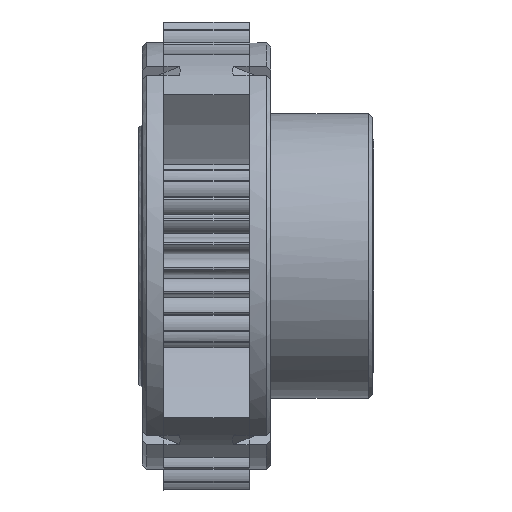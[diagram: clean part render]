
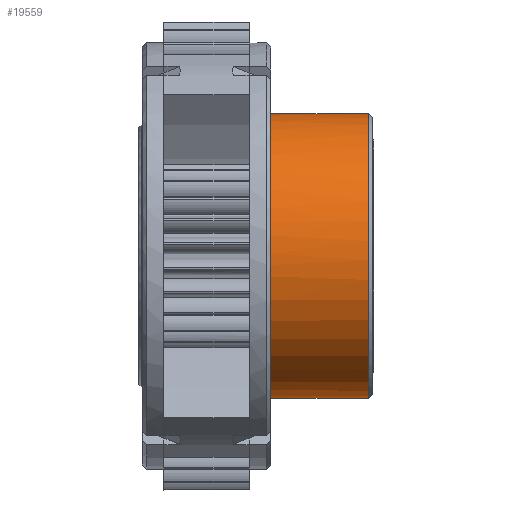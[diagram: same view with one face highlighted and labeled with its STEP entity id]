
A CAD part, left-side view. The second image highlights one B-rep face of the part: STEP entity #19559.
In plain terms, the highlighted free-form (B-spline) face has degree [2, 1] with [5, 2] control points.
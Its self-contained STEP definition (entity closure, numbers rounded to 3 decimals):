
#19559 = ADVANCED_FACE('',(#19560),#19624,.T.);
#19560 = FACE_BOUND('',#19561,.T.);
#19561 = EDGE_LOOP('',(#19562,#19574,#19581,#19589,#19596,#19604,#19611,
    #19619));
#19562 = ORIENTED_EDGE('',*,*,#19563,.F.);
#19563 = EDGE_CURVE('',#19564,#19566,#19568,.T.);
#19564 = VERTEX_POINT('',#19565);
#19565 = CARTESIAN_POINT('',(266.982,-59.979,
    -71.586));
#19566 = VERTEX_POINT('',#19567);
#19567 = CARTESIAN_POINT('',(266.982,-59.979,
    71.586));
#19568 = ( BOUNDED_CURVE() B_SPLINE_CURVE(2,(#19569,#19570,#19571,#19572
,#19573),.UNSPECIFIED.,.F.,.F.) B_SPLINE_CURVE_WITH_KNOTS((3,2,3),(
    0.,1.571,3.142),
.PIECEWISE_BEZIER_KNOTS.) CURVE() GEOMETRIC_REPRESENTATION_ITEM() 
RATIONAL_B_SPLINE_CURVE((1.,0.707,1.,0.707,1.)) 
REPRESENTATION_ITEM('') );
#19569 = CARTESIAN_POINT('',(266.982,-59.979,
    -71.586));
#19570 = CARTESIAN_POINT('',(195.395,-59.979,
    -71.586));
#19571 = CARTESIAN_POINT('',(195.395,-59.979,
    0.));
#19572 = CARTESIAN_POINT('',(195.395,-59.979,
    71.586));
#19573 = CARTESIAN_POINT('',(266.982,-59.979,
    71.586));
#19574 = ORIENTED_EDGE('',*,*,#19575,.F.);
#19575 = EDGE_CURVE('',#19576,#19564,#19578,.T.);
#19576 = VERTEX_POINT('',#19577);
#19577 = CARTESIAN_POINT('',(266.982,-10.754,
    -71.586));
#19578 = B_SPLINE_CURVE_WITH_KNOTS('',1,(#19579,#19580),.UNSPECIFIED.,
  .F.,.F.,(2,2),(0.,35.),.PIECEWISE_BEZIER_KNOTS.);
#19579 = CARTESIAN_POINT('',(266.982,-10.754,
    -71.586));
#19580 = CARTESIAN_POINT('',(266.982,-59.979,
    -71.586));
#19581 = ORIENTED_EDGE('',*,*,#19582,.F.);
#19582 = EDGE_CURVE('',#19583,#19576,#19585,.T.);
#19583 = VERTEX_POINT('',#19584);
#19584 = CARTESIAN_POINT('',(196.141,-10.754,
    -10.305));
#19585 = ( BOUNDED_CURVE() B_SPLINE_CURVE(2,(#19586,#19587,#19588),
.UNSPECIFIED.,.F.,.F.) B_SPLINE_CURVE_WITH_KNOTS((3,3),(
0.,1.426),.PIECEWISE_BEZIER_KNOTS.) CURVE() 
GEOMETRIC_REPRESENTATION_ITEM() RATIONAL_B_SPLINE_CURVE((1.,
0.756,1.)) REPRESENTATION_ITEM('') );
#19586 = CARTESIAN_POINT('',(196.141,-10.754,
    -10.305));
#19587 = CARTESIAN_POINT('',(205.055,-10.754,
    -71.586));
#19588 = CARTESIAN_POINT('',(266.982,-10.754,
    -71.586));
#19589 = ORIENTED_EDGE('',*,*,#19590,.F.);
#19590 = EDGE_CURVE('',#19591,#19583,#19593,.T.);
#19591 = VERTEX_POINT('',#19592);
#19592 = CARTESIAN_POINT('',(196.141,-10.403,
    -10.305));
#19593 = B_SPLINE_CURVE_WITH_KNOTS('',1,(#19594,#19595),.UNSPECIFIED.,
  .F.,.F.,(2,2),(0.,0.25),.PIECEWISE_BEZIER_KNOTS.);
#19594 = CARTESIAN_POINT('',(196.141,-10.403,
    -10.305));
#19595 = CARTESIAN_POINT('',(196.141,-10.754,
    -10.305));
#19596 = ORIENTED_EDGE('',*,*,#19597,.F.);
#19597 = EDGE_CURVE('',#19598,#19591,#19600,.T.);
#19598 = VERTEX_POINT('',#19599);
#19599 = CARTESIAN_POINT('',(196.141,-10.403,
    10.305));
#19600 = ( BOUNDED_CURVE() B_SPLINE_CURVE(2,(#19601,#19602,#19603),
.UNSPECIFIED.,.F.,.F.) B_SPLINE_CURVE_WITH_KNOTS((3,3),(0.,
0.289),.PIECEWISE_BEZIER_KNOTS.) CURVE() 
GEOMETRIC_REPRESENTATION_ITEM() RATIONAL_B_SPLINE_CURVE((1.,
0.99,1.)) REPRESENTATION_ITEM('') );
#19601 = CARTESIAN_POINT('',(196.141,-10.403,
    10.305));
#19602 = CARTESIAN_POINT('',(194.642,-10.403,
    0.));
#19603 = CARTESIAN_POINT('',(196.141,-10.403,
    -10.305));
#19604 = ORIENTED_EDGE('',*,*,#19605,.F.);
#19605 = EDGE_CURVE('',#19606,#19598,#19608,.T.);
#19606 = VERTEX_POINT('',#19607);
#19607 = CARTESIAN_POINT('',(196.141,-10.754,
    10.305));
#19608 = B_SPLINE_CURVE_WITH_KNOTS('',1,(#19609,#19610),.UNSPECIFIED.,
  .F.,.F.,(2,2),(0.,0.25),.PIECEWISE_BEZIER_KNOTS.);
#19609 = CARTESIAN_POINT('',(196.141,-10.754,
    10.305));
#19610 = CARTESIAN_POINT('',(196.141,-10.403,
    10.305));
#19611 = ORIENTED_EDGE('',*,*,#19612,.F.);
#19612 = EDGE_CURVE('',#19613,#19606,#19615,.T.);
#19613 = VERTEX_POINT('',#19614);
#19614 = CARTESIAN_POINT('',(266.982,-10.754,
    71.586));
#19615 = ( BOUNDED_CURVE() B_SPLINE_CURVE(2,(#19616,#19617,#19618),
.UNSPECIFIED.,.F.,.F.) B_SPLINE_CURVE_WITH_KNOTS((3,3),(
0.,1.426),.PIECEWISE_BEZIER_KNOTS.) CURVE() 
GEOMETRIC_REPRESENTATION_ITEM() RATIONAL_B_SPLINE_CURVE((1.,
0.756,1.)) REPRESENTATION_ITEM('') );
#19616 = CARTESIAN_POINT('',(266.982,-10.754,
    71.586));
#19617 = CARTESIAN_POINT('',(205.055,-10.754,
    71.586));
#19618 = CARTESIAN_POINT('',(196.141,-10.754,
    10.305));
#19619 = ORIENTED_EDGE('',*,*,#19620,.F.);
#19620 = EDGE_CURVE('',#19566,#19613,#19621,.T.);
#19621 = B_SPLINE_CURVE_WITH_KNOTS('',1,(#19622,#19623),.UNSPECIFIED.,
  .F.,.F.,(2,2),(0.,35.),.PIECEWISE_BEZIER_KNOTS.);
#19622 = CARTESIAN_POINT('',(266.982,-59.979,
    71.586));
#19623 = CARTESIAN_POINT('',(266.982,-10.754,
    71.586));
#19624 = ( BOUNDED_SURFACE() B_SPLINE_SURFACE(2,1,(
    (#19625,#19626)
    ,(#19627,#19628)
    ,(#19629,#19630)
    ,(#19631,#19632)
    ,(#19633,#19634
)),.UNSPECIFIED.,.F.,.F.,.F.) B_SPLINE_SURFACE_WITH_KNOTS((3,2,3),(2,2),
  (0.,1.571,3.142),(0.,35.25),.PIECEWISE_BEZIER_KNOTS.) 
GEOMETRIC_REPRESENTATION_ITEM() RATIONAL_B_SPLINE_SURFACE((
    (1.,1.)
    ,(0.707,0.707)
    ,(1.,1.)
    ,(0.707,0.707)
,(1.,1.))) REPRESENTATION_ITEM('') SURFACE() );
#19625 = CARTESIAN_POINT('',(266.982,-10.403,
    -71.586));
#19626 = CARTESIAN_POINT('',(266.982,-59.979,
    -71.586));
#19627 = CARTESIAN_POINT('',(195.395,-10.403,
    -71.586));
#19628 = CARTESIAN_POINT('',(195.395,-59.979,
    -71.586));
#19629 = CARTESIAN_POINT('',(195.395,-10.403,
    0.));
#19630 = CARTESIAN_POINT('',(195.395,-59.979,
    0.));
#19631 = CARTESIAN_POINT('',(195.395,-10.403,
    71.586));
#19632 = CARTESIAN_POINT('',(195.395,-59.979,
    71.586));
#19633 = CARTESIAN_POINT('',(266.982,-10.403,
    71.586));
#19634 = CARTESIAN_POINT('',(266.982,-59.979,
    71.586));
